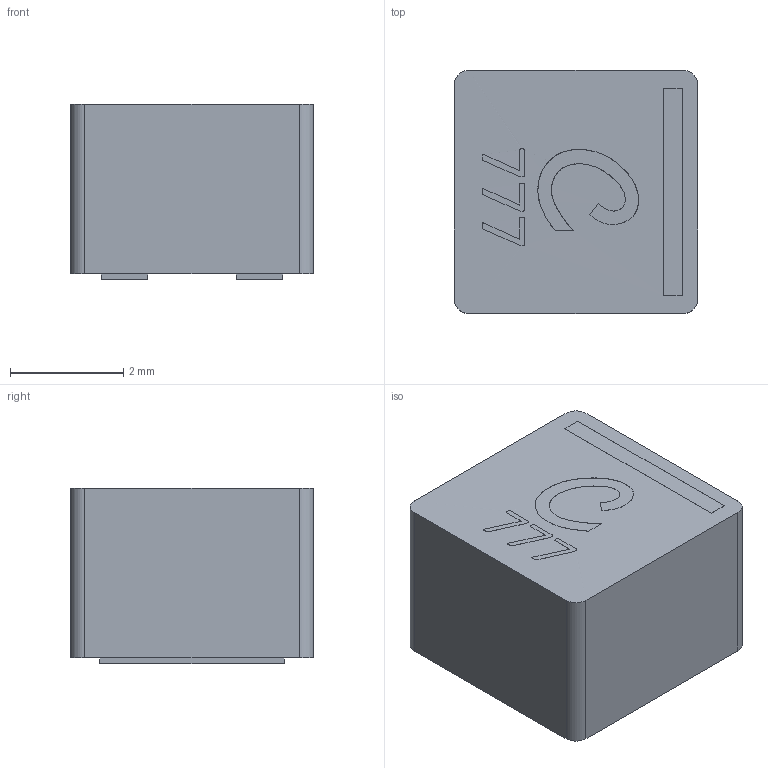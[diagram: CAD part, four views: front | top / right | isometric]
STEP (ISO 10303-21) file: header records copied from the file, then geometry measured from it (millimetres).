
FILE_DESCRIPTION(('FreeCAD Model'),'2;1');
FILE_NAME('Coilcraft-XFL4030.step', '2017-05-18T16:55:30',('kicad StepUp'),('ksu MCAD'), 'Open CASCADE STEP processor 6.8','FreeCAD','Unknown');
FILE_SCHEMA(('AUTOMOTIVE_DESIGN_CC2 { 1 2 10303 214 -1 1 5 4 }'));
Length unit declared in the file: millimetre
Products named in the file (2): ASSEMBLY; Coilcraft-XFL4030
Assembly tree (1 placements, depth 2):
  ASSEMBLY
    Coilcraft-XFL4030
Bounding box: 4.3 x 4.3 x 3.1 mm (x, y, z)
Volume: 55.8 mm3; surface area: 88.8 mm2
Topology: 1 solids, 1 shells, 70 faces, 169 edges, 108 vertices
Faces by surface type: plane 39, bspline 27, cylinder 4
Entity records: 3177 total; most frequent: CARTESIAN_POINT 1204, ORIENTED_EDGE 338, DIRECTION 213, EDGE_CURVE 169, VERTEX_POINT 108, LINE 107, VECTOR 107, FACE_BOUND 77
